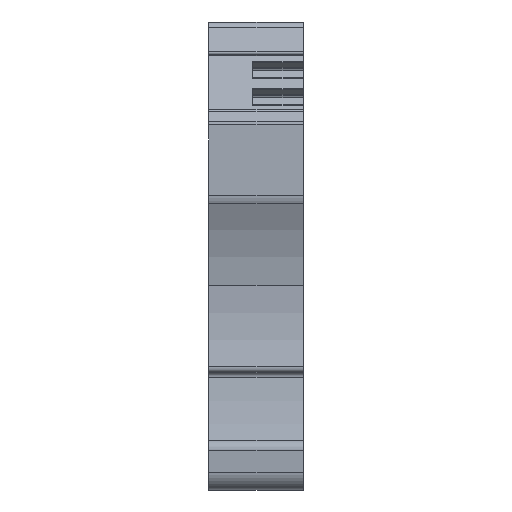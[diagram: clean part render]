
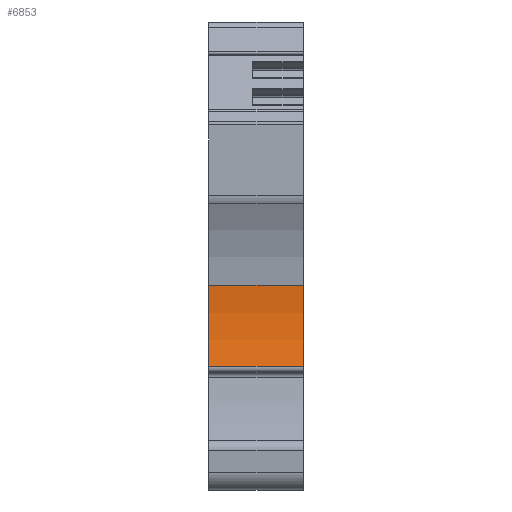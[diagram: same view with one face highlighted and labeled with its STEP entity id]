
A CAD part, front view. The second image highlights one B-rep face of the part: STEP entity #6853.
In plain terms, the highlighted cylindrical face has radius 24 mm (diameter 48 mm), a partial arc.
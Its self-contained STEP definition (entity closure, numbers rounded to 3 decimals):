
#1130=AXIS2_PLACEMENT_3D('Circle Axis2P3D',#1128,#1129,$) ;
#2331=AXIS2_PLACEMENT_3D('Circle Axis2P3D',#2329,#2330,$) ;
#6840=AXIS2_PLACEMENT_3D('Cylinder Axis2P3D',#6837,#6838,#6839) ;
#1125=CARTESIAN_POINT('Vertex',(0.,1.815,13.086)) ;
#1128=CARTESIAN_POINT('Axis2P3D Location',(0.,-21.278,19.621)) ;
#1132=CARTESIAN_POINT('Vertex',(0.,2.635,21.662)) ;
#2326=CARTESIAN_POINT('Vertex',(10.,2.635,21.662)) ;
#2329=CARTESIAN_POINT('Axis2P3D Location',(10.,-21.278,19.621)) ;
#2333=CARTESIAN_POINT('Vertex',(10.,1.815,13.086)) ;
#6825=CARTESIAN_POINT('Line Origine',(5.,1.815,13.086)) ;
#6837=CARTESIAN_POINT('Axis2P3D Location',(5.,-21.278,19.621)) ;
#6842=CARTESIAN_POINT('Line Origine',(5.,2.635,21.662)) ;
#1129=DIRECTION('Axis2P3D Direction',(-1.,0.,0.)) ;
#2330=DIRECTION('Axis2P3D Direction',(-1.,0.,0.)) ;
#6826=DIRECTION('Vector Direction',(-1.,0.,0.)) ;
#6838=DIRECTION('Axis2P3D Direction',(-1.,0.,0.)) ;
#6839=DIRECTION('Axis2P3D XDirection',(0.,0.996,0.085)) ;
#6843=DIRECTION('Vector Direction',(-1.,0.,0.)) ;
#6827=VECTOR('Line Direction',#6826,1.) ;
#6844=VECTOR('Line Direction',#6843,1.) ;
#6848=ORIENTED_EDGE('',*,*,#6829,.F.) ;
#6849=ORIENTED_EDGE('',*,*,#2335,.T.) ;
#6850=ORIENTED_EDGE('',*,*,#6846,.T.) ;
#6851=ORIENTED_EDGE('',*,*,#1134,.F.) ;
#6853=ADVANCED_FACE('KLTR',(#6852),#6841,.F.) ;
#1131=CIRCLE('generated circle',#1130,24.) ;
#2332=CIRCLE('generated circle',#2331,24.) ;
#6841=CYLINDRICAL_SURFACE('generated cylinder',#6840,24.) ;
#1134=EDGE_CURVE('',#1126,#1133,#1131,.F.) ;
#2335=EDGE_CURVE('',#2334,#2327,#2332,.F.) ;
#6829=EDGE_CURVE('',#2334,#1126,#6828,.T.) ;
#6846=EDGE_CURVE('',#2327,#1133,#6845,.T.) ;
#6847=EDGE_LOOP('',(#6848,#6849,#6850,#6851)) ;
#6852=FACE_OUTER_BOUND('',#6847,.T.) ;
#6828=LINE('Line',#6825,#6827) ;
#6845=LINE('Line',#6842,#6844) ;
#1126=VERTEX_POINT('',#1125) ;
#1133=VERTEX_POINT('',#1132) ;
#2327=VERTEX_POINT('',#2326) ;
#2334=VERTEX_POINT('',#2333) ;
